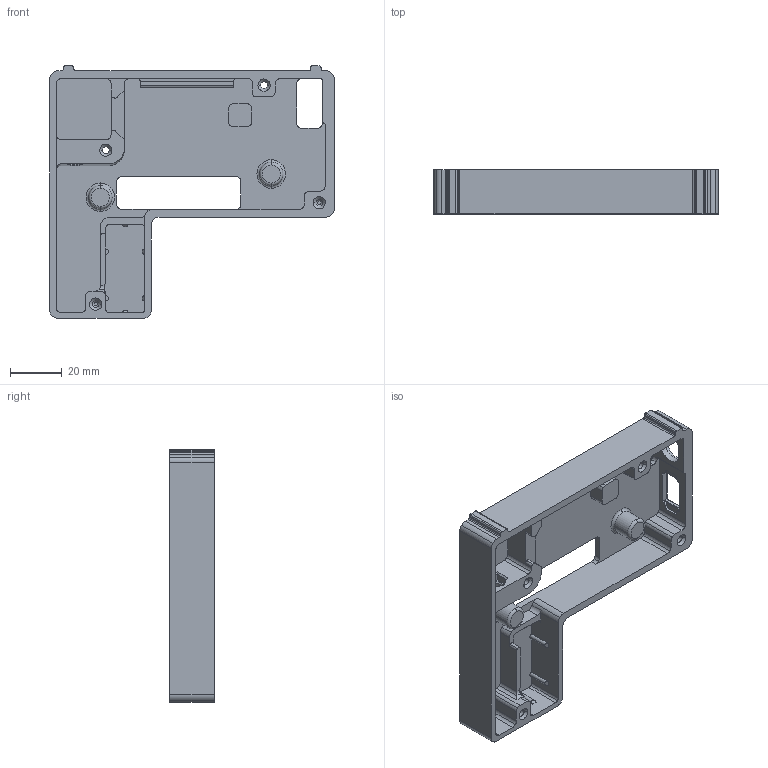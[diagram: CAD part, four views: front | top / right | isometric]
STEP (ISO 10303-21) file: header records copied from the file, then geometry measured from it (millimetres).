
FILE_DESCRIPTION(('STEP AP214'),'1');
FILE_NAME('port_case_Board_rev1.stp','2025-05-23T19:49:48',(' '),(' '),'Spatial InterOp 3D',' ',' ');
FILE_SCHEMA(('AUTOMOTIVE_DESIGN { 1 0 10303 214 1 1 1 1 }'));
Length unit declared in the file: metre
Products named in the file (1): port_case_Board_rev1
Bounding box: 109.6 x 16.97 x 97.41 mm (x, y, z)
Volume: 42474.4 mm3; surface area: 30066.4 mm2
Topology: 1 solids, 1 shells, 328 faces, 926 edges, 609 vertices
Faces by surface type: cylinder 180, plane 113, cone 26, torus 9
Entity records: 10905 total; most frequent: DIRECTION 1982, CARTESIAN_POINT 1981, ORIENTED_EDGE 1852, EDGE_CURVE 926, AXIS2_PLACEMENT_3D 740, VERTEX_POINT 609, LINE 502, VECTOR 502
